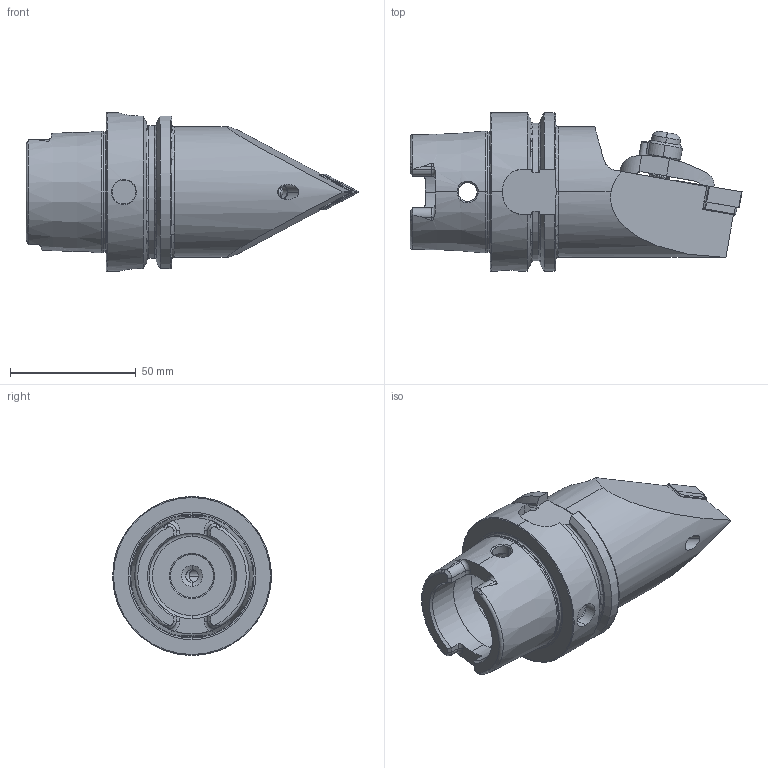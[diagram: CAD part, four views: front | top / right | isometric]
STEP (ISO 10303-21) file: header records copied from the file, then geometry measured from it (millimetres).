
FILE_DESCRIPTION (( 'STEP AP214' ), '1' );
FILE_NAME ('HA6.KDF.NNA.100.STEP', '2023-09-15T12:06:46', ( '' ), ( '' ), 'SwSTEP 2.0', 'SolidWorks 2017', '' );
FILE_SCHEMA (( 'AUTOMOTIVE_DESIGN' ));
Length unit declared in the file: millimetre
Products named in the file (11): KVT_MB_600_060; WCC-ER4.103.032_A; WCC-ER5.102.005_A; ISO 13337 - 3 x 12_PreviewCfg; HA6.KDF.NNA.100; WCC-ER5.102.012_B; WDF-ER2.101.003_A; WCC-ER3.102.029_C; HA6-KDF.NNA.100_E; WCC-ER2.001.010_A; DNMG150604
Assembly tree (10 placements, depth 2):
  HA6.KDF.NNA.100
    HA6-KDF.NNA.100_E
    DNMG150604
    WDF-ER2.101.003_A
    WCC-ER2.001.010_A
    WCC-ER5.102.005_A
    WCC-ER4.103.032_A
    WCC-ER3.102.029_C
    WCC-ER5.102.012_B
    ISO 13337 - 3 x 12_PreviewCfg
    KVT_MB_600_060
Bounding box: 131.9 x 63 x 63 mm (x, y, z)
Volume: 165183.5 mm3; surface area: 36927.5 mm2
Topology: 11 solids, 11 shells, 468 faces, 1158 edges, 702 vertices
Faces by surface type: cylinder 156, plane 124, cone 110, torus 60, bspline 16, sphere 2
Entity records: 17491 total; most frequent: CARTESIAN_POINT 5003, ORIENTED_EDGE 2282, DIRECTION 2254, EDGE_CURVE 1141, AXIS2_PLACEMENT_3D 907, VERTEX_POINT 699, EDGE_LOOP 496, FACE_OUTER_BOUND 468
